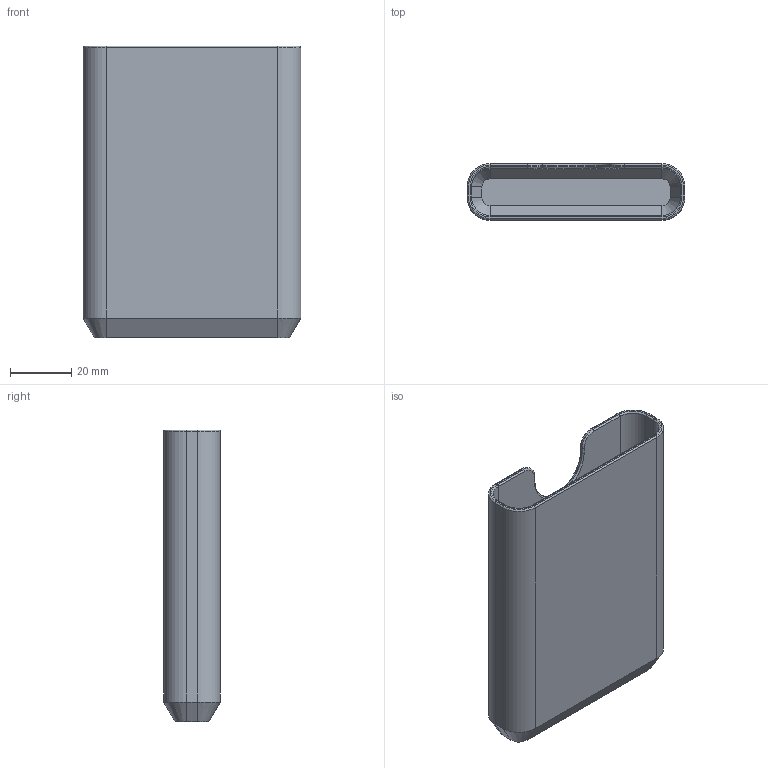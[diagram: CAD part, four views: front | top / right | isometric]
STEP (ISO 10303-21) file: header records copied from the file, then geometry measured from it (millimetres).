
FILE_DESCRIPTION(/* description */ (''),/* implementation_level */ '2;1');
FILE_NAME(/* name */ 'Case, VEEKTOMX 100mAh 2.20.2024 v3.step',/* time_stamp */ '2024-02-20T01:04:43-08:00',/* author */ (''),/* organization */ (''),/* preprocessor_version */ 'ST-DEVELOPER v20',/* originating_system */ 'Autodesk Translation Framework v12.14.0.127',/* authorisation */ '');
FILE_SCHEMA (('AUTOMOTIVE_DESIGN { 1 0 10303 214 3 1 1 }'));
Length unit declared in the file: millimetre
Products named in the file (1): Case, VEEKTOMX 100mAh 2.20.2024
Bounding box: 71.3 x 18.5 x 95.5 mm (x, y, z)
Volume: 23266.7 mm3; surface area: 31658.8 mm2
Topology: 1 solids, 1 shells, 71 faces, 161 edges, 92 vertices
Faces by surface type: cylinder 26, plane 21, torus 16, cone 8
Entity records: 1998 total; most frequent: DIRECTION 383, CARTESIAN_POINT 325, ORIENTED_EDGE 322, EDGE_CURVE 161, AXIS2_PLACEMENT_3D 150, VERTEX_POINT 92, LINE 83, VECTOR 83
